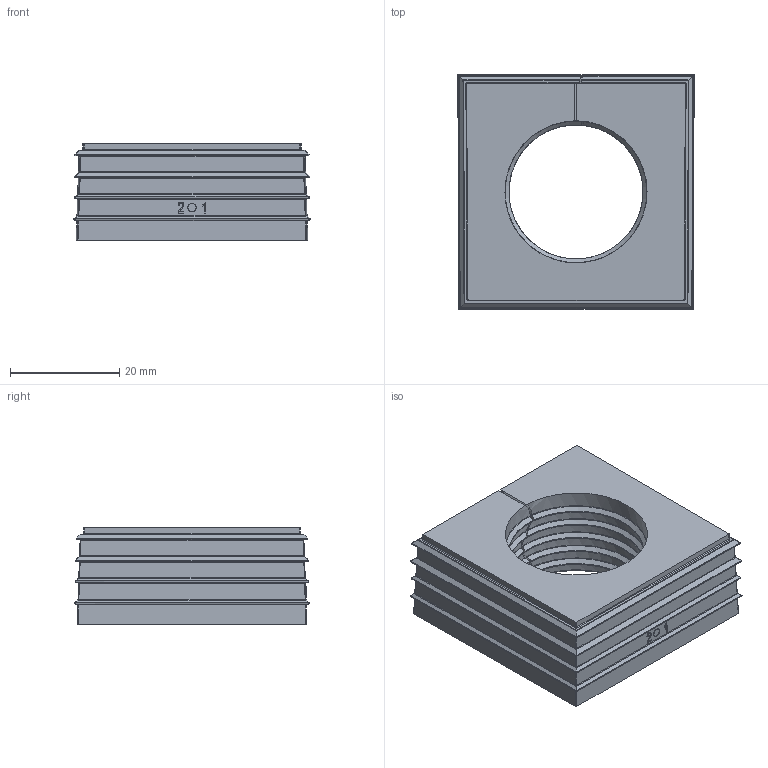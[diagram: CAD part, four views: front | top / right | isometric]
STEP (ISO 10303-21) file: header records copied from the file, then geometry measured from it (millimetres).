
FILE_DESCRIPTION(/* description */ (''),/* implementation_level */ '2;1');
FILE_NAME(/* name */ 'KDS-DEG_25-26.stp',/* time_stamp */ '2019-10-02T14:04:18+02:00',/* author */ (''),/* organization */ (''),/* preprocessor_version */ 'ST-DEVELOPER v16.7',/* originating_system */ 'SIEMENS PLM Software NX 12.0',/* authorisation */ '');
FILE_SCHEMA (('AUTOMOTIVE_DESIGN { 1 0 10303 214 3 1 1 1 }'));
Length unit declared in the file: millimetre
Products named in the file (1): weik1BBC488Dqox1
Bounding box: 43.24 x 42.84 x 17.7 mm (x, y, z)
Volume: 21133.1 mm3; surface area: 8073.7 mm2
Topology: 1 solids, 1 shells, 330 faces, 834 edges, 524 vertices
Faces by surface type: plane 142, cylinder 100, bspline 41, extrusion 21, torus 20, cone 6
Full cylindrical faces by diameter (mm): 1.5 x1, 8 x2
Entity records: 12058 total; most frequent: CARTESIAN_POINT 4642, ORIENTED_EDGE 1656, DIRECTION 1355, EDGE_CURVE 828, VERTEX_POINT 523, AXIS2_PLACEMENT_3D 511, EDGE_LOOP 353, VECTOR 333
